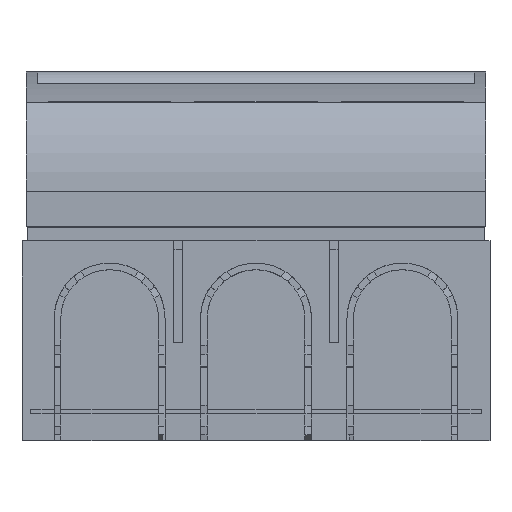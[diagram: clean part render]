
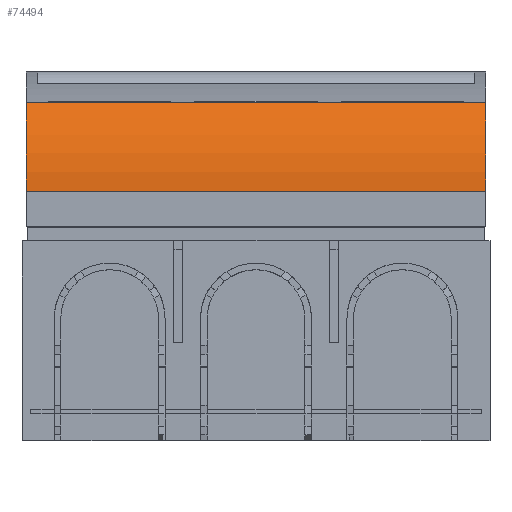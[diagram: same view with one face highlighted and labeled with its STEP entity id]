
A CAD part, front view. The second image highlights one B-rep face of the part: STEP entity #74494.
In plain terms, the highlighted cylindrical face has radius 30 mm (diameter 60 mm), a partial arc.
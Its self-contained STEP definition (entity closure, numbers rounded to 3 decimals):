
#71522=CARTESIAN_POINT('',(49.,51.75,59.7));
#71523=DIRECTION('',(0.,-1.,0.));
#71524=DIRECTION('',(-0.745,0.,0.667));
#71525=AXIS2_PLACEMENT_3D('',#71522,#71523,#71524);
#71774=DIRECTION('',(0.,1.,0.));
#71775=VECTOR('',#71774,103.5);
#71776=CARTESIAN_POINT('',(19.,-51.75,59.7));
#71777=LINE('',#71776,#71775);
#71781=DIRECTION('',(0.,-1.,0.));
#71782=VECTOR('',#71781,103.5);
#71783=CARTESIAN_POINT('',(26.639,51.75,79.7));
#71784=LINE('',#71783,#71782);
#71796=CARTESIAN_POINT('',(49.,-51.75,59.7));
#71797=DIRECTION('',(0.,1.,0.));
#71798=DIRECTION('',(-1.,0.,0.));
#71799=AXIS2_PLACEMENT_3D('',#71796,#71797,#71798);
#73699=CARTESIAN_POINT('',(26.639,51.75,79.7));
#73701=VERTEX_POINT('',#73699);
#73704=CARTESIAN_POINT('',(26.639,-51.75,79.7));
#73705=VERTEX_POINT('',#73704);
#73824=CARTESIAN_POINT('',(19.,51.75,59.7));
#73825=VERTEX_POINT('',#73824);
#73898=CARTESIAN_POINT('',(19.,-51.75,59.7));
#73899=VERTEX_POINT('',#73898);
#74482=CARTESIAN_POINT('',(49.,0.,59.7));
#74483=DIRECTION('',(0.,1.,0.));
#74484=DIRECTION('',(-1.,0.,0.));
#74485=AXIS2_PLACEMENT_3D('',#74482,#74483,#74484);
#74486=CYLINDRICAL_SURFACE('',#74485,30.);
#74487=ORIENTED_EDGE('',*,*,#74467,.T.);
#74488=ORIENTED_EDGE('',*,*,#74343,.F.);
#74489=ORIENTED_EDGE('',*,*,#74201,.T.);
#74491=ORIENTED_EDGE('',*,*,#74490,.F.);
#74492=EDGE_LOOP('',(#74487,#74488,#74489,#74491));
#74493=FACE_OUTER_BOUND('',#74492,.F.);
#71526=CIRCLE('',#71525,30.);
#71800=CIRCLE('',#71799,30.);
#74201=EDGE_CURVE('',#73701,#73705,#71784,.T.);
#74343=EDGE_CURVE('',#73701,#73825,#71526,.T.);
#74467=EDGE_CURVE('',#73899,#73825,#71777,.T.);
#74490=EDGE_CURVE('',#73899,#73705,#71800,.T.);
#74494=ADVANCED_FACE('',(#74493),#74486,.T.);
